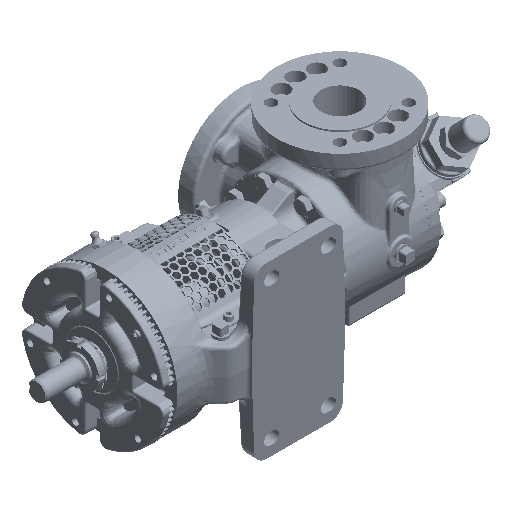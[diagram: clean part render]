
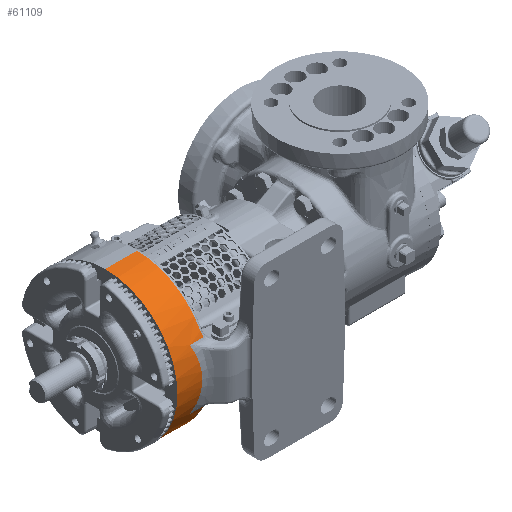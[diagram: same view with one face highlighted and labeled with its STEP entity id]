
A CAD part, isometric view. The second image highlights one B-rep face of the part: STEP entity #61109.
In plain terms, the highlighted cylindrical face has radius 73.025 mm (diameter 146.05 mm), a partial arc.
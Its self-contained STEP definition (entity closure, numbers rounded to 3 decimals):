
#2851 = EDGE_CURVE ( 'NONE', #37609, #240804, #309287, .T. ) ;
#4821 = EDGE_CURVE ( 'NONE', #102139, #240804, #181521, .T. ) ;
#7671 = B_SPLINE_CURVE_WITH_KNOTS ( 'NONE', 3,
 ( #51369, #234153, #205032, #236105, #323555, #109858 ),
 .UNSPECIFIED., .F., .F.,
 ( 4, 2, 4 ),
 ( 0., 0.003, 0.005 ),
 .UNSPECIFIED. ) ;
#12902 = CARTESIAN_POINT ( 'NONE',  ( -167.215, -70.807, -20.705 ) ) ;
#18454 = ORIENTED_EDGE ( 'NONE', *, *, #66639, .T. ) ;
#26790 = DIRECTION ( 'NONE',  ( -1., 0., 0. ) ) ;
#27521 = ORIENTED_EDGE ( 'NONE', *, *, #131246, .T. ) ;
#27924 = CIRCLE ( 'NONE', #58710, 73.025 ) ;
#32123 = VECTOR ( 'NONE', #144937, 1000. ) ;
#34809 = ORIENTED_EDGE ( 'NONE', *, *, #2851, .F. ) ;
#37609 = VERTEX_POINT ( 'NONE', #198621 ) ;
#39626 = CARTESIAN_POINT ( 'NONE',  ( -158.391, -64.564, -34.132 ) ) ;
#39950 = CARTESIAN_POINT ( 'NONE',  ( -158.391, -64.132, 34.924 ) ) ;
#40578 = VERTEX_POINT ( 'NONE', #201273 ) ;
#51369 = CARTESIAN_POINT ( 'NONE',  ( -157.447, -66.471, 30.237 ) ) ;
#53982 = ORIENTED_EDGE ( 'NONE', *, *, #4821, .T. ) ;
#58710 = AXIS2_PLACEMENT_3D ( 'NONE', #259386, #195316, #370420 ) ;
#61109 = ADVANCED_FACE ( 'Defeatured_0_3626', ( #348562 ), #144490, .T. ) ;
#64062 = DIRECTION ( 'NONE',  ( -1., 0., 0. ) ) ;
#66639 = EDGE_CURVE ( 'NONE', #334261, #102139, #27924, .T. ) ;
#74344 = AXIS2_PLACEMENT_3D ( 'NONE', #373949, #319289, #202672 ) ;
#77790 = DIRECTION ( 'NONE',  ( -1., 0., 0. ) ) ;
#78234 = B_SPLINE_CURVE_WITH_KNOTS ( 'NONE', 3,
 ( #273031, #39626, #364438, #160307, #158406, #276885 ),
 .UNSPECIFIED., .F., .F.,
 ( 4, 2, 4 ),
 ( 0., 0.003, 0.005 ),
 .UNSPECIFIED. ) ;
#82595 = CARTESIAN_POINT ( 'NONE',  ( -245.47, -66.471, 30.237 ) ) ;
#86467 = ORIENTED_EDGE ( 'NONE', *, *, #187492, .T. ) ;
#102139 = VERTEX_POINT ( 'NONE', #361401 ) ;
#102499 = CIRCLE ( 'NONE', #319727, 73.025 ) ;
#109858 = CARTESIAN_POINT ( 'NONE',  ( -158.391, -64.132, 34.924 ) ) ;
#110838 = VERTEX_POINT ( 'NONE', #380694 ) ;
#112152 = ORIENTED_EDGE ( 'NONE', *, *, #309505, .T. ) ;
#116492 = CARTESIAN_POINT ( 'NONE',  ( -171.753, -66.471, -30.237 ) ) ;
#131246 = EDGE_CURVE ( 'NONE', #317316, #342325, #380144, .T. ) ;
#131584 = CARTESIAN_POINT ( 'NONE',  ( -165.812, -73.025, 0. ) ) ;
#134090 = LINE ( 'NONE', #281820, #187110 ) ;
#137499 = EDGE_CURVE ( 'NONE', #110838, #194944, #344193, .T. ) ;
#141432 = VECTOR ( 'NONE', #301934, 1000. ) ;
#144490 = CYLINDRICAL_SURFACE ( 'NONE', #74344, 73.025 ) ;
#144937 = DIRECTION ( 'NONE',  ( 1., 0., 0. ) ) ;
#146431 = ORIENTED_EDGE ( 'NONE', *, *, #137499, .T. ) ;
#151777 = CARTESIAN_POINT ( 'NONE',  ( -190.5, 0., 0. ) ) ;
#155279 = EDGE_CURVE ( 'NONE', #40578, #37609, #134090, .T. ) ;
#155879 = EDGE_LOOP ( 'NONE', ( #193625, #186958, #112152, #146431, #207539, #278794, #27521, #86467, #18454, #53982, #34809 ) ) ;
#158406 = CARTESIAN_POINT ( 'NONE',  ( -157.772, -66.122, -31.005 ) ) ;
#160307 = CARTESIAN_POINT ( 'NONE',  ( -158.005, -65.753, -31.781 ) ) ;
#164556 = CARTESIAN_POINT ( 'NONE',  ( -165.205, -73.025, -10.471 ) ) ;
#181521 = LINE ( 'NONE', #364187, #141432 ) ;
#186958 = ORIENTED_EDGE ( 'NONE', *, *, #224703, .T. ) ;
#187110 = VECTOR ( 'NONE', #373228, 1000. ) ;
#187492 = EDGE_CURVE ( 'NONE', #342325, #334261, #7671, .T. ) ;
#193625 = ORIENTED_EDGE ( 'NONE', *, *, #155279, .F. ) ;
#194944 = VERTEX_POINT ( 'NONE', #116492 ) ;
#195316 = DIRECTION ( 'NONE',  ( -1., 0., 0. ) ) ;
#198621 = CARTESIAN_POINT ( 'NONE',  ( -190.5, 0., -73.025 ) ) ;
#201273 = CARTESIAN_POINT ( 'NONE',  ( -158.391, 0., -73.025 ) ) ;
#202672 = DIRECTION ( 'NONE',  ( 0., 0., 1. ) ) ;
#205032 = CARTESIAN_POINT ( 'NONE',  ( -158.005, -65.753, 31.781 ) ) ;
#207539 = ORIENTED_EDGE ( 'NONE', *, *, #254500, .T. ) ;
#224703 = EDGE_CURVE ( 'NONE', #40578, #332865, #102499, .T. ) ;
#231684 = CARTESIAN_POINT ( 'NONE',  ( -165.205, -73.025, 10.471 ) ) ;
#234153 = CARTESIAN_POINT ( 'NONE',  ( -157.772, -66.122, 31.005 ) ) ;
#236105 = CARTESIAN_POINT ( 'NONE',  ( -158.315, -64.974, 33.344 ) ) ;
#240804 = VERTEX_POINT ( 'NONE', #375624 ) ;
#248148 = CARTESIAN_POINT ( 'NONE',  ( -171.753, -66.471, -30.237 ) ) ;
#254500 = EDGE_CURVE ( 'NONE', #194944, #280227, #333859, .T. ) ;
#259386 = CARTESIAN_POINT ( 'NONE',  ( -158.391, 0., 0. ) ) ;
#262259 = CARTESIAN_POINT ( 'NONE',  ( -158.391, -64.132, -34.924 ) ) ;
#263981 = DIRECTION ( 'NONE',  ( 0., 0., -1. ) ) ;
#268340 = DIRECTION ( 'NONE',  ( 0., 1., 0. ) ) ;
#273031 = CARTESIAN_POINT ( 'NONE',  ( -158.391, -64.132, -34.924 ) ) ;
#276885 = CARTESIAN_POINT ( 'NONE',  ( -157.447, -66.471, -30.237 ) ) ;
#278794 = ORIENTED_EDGE ( 'NONE', *, *, #292035, .T. ) ;
#280227 = VERTEX_POINT ( 'NONE', #329097 ) ;
#281820 = CARTESIAN_POINT ( 'NONE',  ( -245.47, 0., -73.025 ) ) ;
#283950 = CARTESIAN_POINT ( 'NONE',  ( -245.47, -66.471, -30.237 ) ) ;
#291939 = CARTESIAN_POINT ( 'NONE',  ( -167.215, -70.807, 20.705 ) ) ;
#292035 = EDGE_CURVE ( 'NONE', #280227, #317316, #330411, .T. ) ;
#293124 = CARTESIAN_POINT ( 'NONE',  ( -158.391, 0., 0. ) ) ;
#301934 = DIRECTION ( 'NONE',  ( -1., 0., 0. ) ) ;
#309287 = CIRCLE ( 'NONE', #346474, 73.025 ) ;
#309505 = EDGE_CURVE ( 'NONE', #332865, #110838, #78234, .T. ) ;
#317316 = VERTEX_POINT ( 'NONE', #359038 ) ;
#319130 = CARTESIAN_POINT ( 'NONE',  ( -165.812, -73.025, 0. ) ) ;
#319289 = DIRECTION ( 'NONE',  ( -1., 0., 0. ) ) ;
#319727 = AXIS2_PLACEMENT_3D ( 'NONE', #293124, #26790, #263981 ) ;
#323555 = CARTESIAN_POINT ( 'NONE',  ( -158.391, -64.564, 34.132 ) ) ;
#329097 = CARTESIAN_POINT ( 'NONE',  ( -165.812, -73.025, 0. ) ) ;
#330411 =( BOUNDED_CURVE ( )  B_SPLINE_CURVE ( 3, ( #319130, #231684, #291939, #377618 ),
 .UNSPECIFIED., .F., .T. ) 
 B_SPLINE_CURVE_WITH_KNOTS ( ( 4, 4 ),
 ( 3.092, 3.519 ),
 .UNSPECIFIED. ) 
 CURVE ( )  GEOMETRIC_REPRESENTATION_ITEM ( )  RATIONAL_B_SPLINE_CURVE ( ( 1., 0.985, 0.985, 1. ) ) 
 REPRESENTATION_ITEM ( '' )  );
#332865 = VERTEX_POINT ( 'NONE', #262259 ) ;
#333859 =( BOUNDED_CURVE ( )  B_SPLINE_CURVE ( 3, ( #248148, #12902, #164556, #131584 ),
 .UNSPECIFIED., .F., .F. ) 
 B_SPLINE_CURVE_WITH_KNOTS ( ( 4, 4 ),
 ( 2.764, 3.191 ),
 .UNSPECIFIED. ) 
 CURVE ( )  GEOMETRIC_REPRESENTATION_ITEM ( )  RATIONAL_B_SPLINE_CURVE ( ( 1., 0.985, 0.985, 1. ) ) 
 REPRESENTATION_ITEM ( '' )  );
#334261 = VERTEX_POINT ( 'NONE', #39950 ) ;
#342325 = VERTEX_POINT ( 'NONE', #372941 ) ;
#344193 = LINE ( 'NONE', #283950, #370257 ) ;
#346474 = AXIS2_PLACEMENT_3D ( 'NONE', #151777, #64062, #268340 ) ;
#348562 = FACE_OUTER_BOUND ( 'NONE', #155879, .T. ) ;
#359038 = CARTESIAN_POINT ( 'NONE',  ( -171.753, -66.471, 30.237 ) ) ;
#361401 = CARTESIAN_POINT ( 'NONE',  ( -158.391, 0., 73.025 ) ) ;
#364187 = CARTESIAN_POINT ( 'NONE',  ( -245.47, 0., 73.025 ) ) ;
#364438 = CARTESIAN_POINT ( 'NONE',  ( -158.315, -64.974, -33.344 ) ) ;
#370257 = VECTOR ( 'NONE', #77790, 1000. ) ;
#370420 = DIRECTION ( 'NONE',  ( 0., 0., -1. ) ) ;
#372941 = CARTESIAN_POINT ( 'NONE',  ( -157.447, -66.471, 30.237 ) ) ;
#373228 = DIRECTION ( 'NONE',  ( -1., 0., 0. ) ) ;
#373949 = CARTESIAN_POINT ( 'NONE',  ( -245.47, 0., 0. ) ) ;
#375624 = CARTESIAN_POINT ( 'NONE',  ( -190.5, 0., 73.025 ) ) ;
#377618 = CARTESIAN_POINT ( 'NONE',  ( -171.753, -66.471, 30.237 ) ) ;
#380144 = LINE ( 'NONE', #82595, #32123 ) ;
#380694 = CARTESIAN_POINT ( 'NONE',  ( -157.447, -66.471, -30.237 ) ) ;
